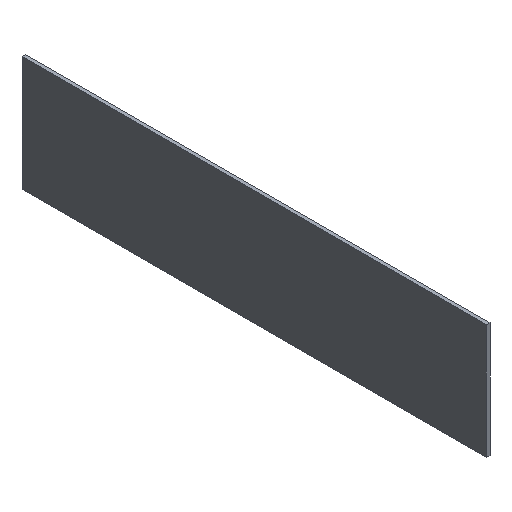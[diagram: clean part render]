
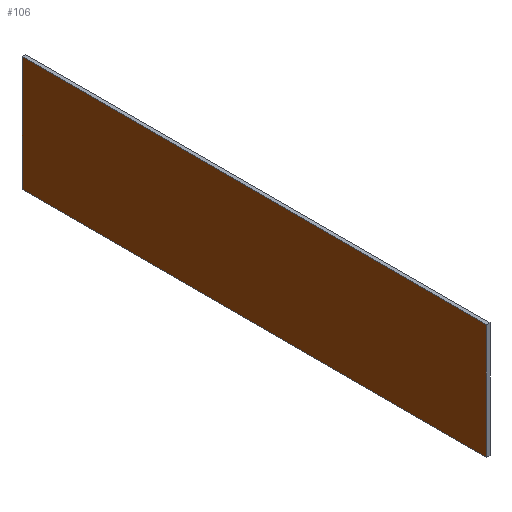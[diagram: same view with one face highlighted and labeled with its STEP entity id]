
A CAD part, isometric view. The second image highlights one B-rep face of the part: STEP entity #106.
In plain terms, the highlighted planar face has unit normal (-1, 0, 0).
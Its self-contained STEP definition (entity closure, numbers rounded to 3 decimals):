
#20=FACE_OUTER_BOUND('',#26,.T.);
#26=EDGE_LOOP('',(#79,#80,#81,#82));
#34=LINE('',#173,#46);
#35=LINE('',#176,#47);
#36=LINE('',#178,#48);
#37=LINE('',#179,#49);
#46=VECTOR('',#142,10.);
#47=VECTOR('',#145,10.);
#48=VECTOR('',#146,10.);
#49=VECTOR('',#147,10.);
#55=VERTEX_POINT('',#166);
#58=VERTEX_POINT('',#171);
#59=VERTEX_POINT('',#175);
#60=VERTEX_POINT('',#177);
#66=EDGE_CURVE('',#55,#58,#34,.T.);
#67=EDGE_CURVE('',#59,#55,#35,.T.);
#68=EDGE_CURVE('',#60,#58,#36,.T.);
#69=EDGE_CURVE('',#59,#60,#37,.T.);
#79=ORIENTED_EDGE('',*,*,#67,.T.);
#80=ORIENTED_EDGE('',*,*,#66,.T.);
#81=ORIENTED_EDGE('',*,*,#68,.F.);
#82=ORIENTED_EDGE('',*,*,#69,.F.);
#100=PLANE('',#127);
#106=ADVANCED_FACE('',(#20),#100,.T.);
#127=AXIS2_PLACEMENT_3D('',#174,#143,#144);
#142=DIRECTION('',(0.,0.,-1.));
#143=DIRECTION('center_axis',(-1.,0.,0.));
#144=DIRECTION('ref_axis',(0.,1.,0.));
#145=DIRECTION('',(0.,1.,0.));
#146=DIRECTION('',(0.,1.,0.));
#147=DIRECTION('',(0.,0.,-1.));
#166=CARTESIAN_POINT('',(-2.6,693.5,170.));
#171=CARTESIAN_POINT('',(-2.6,693.5,0.));
#173=CARTESIAN_POINT('',(-2.6,693.5,170.));
#174=CARTESIAN_POINT('Origin',(-2.6,6.5,170.));
#175=CARTESIAN_POINT('',(-2.6,6.5,170.));
#176=CARTESIAN_POINT('',(-2.6,6.5,170.));
#177=CARTESIAN_POINT('',(-2.6,6.5,0.));
#178=CARTESIAN_POINT('',(-2.6,6.5,0.));
#179=CARTESIAN_POINT('',(-2.6,6.5,170.));
